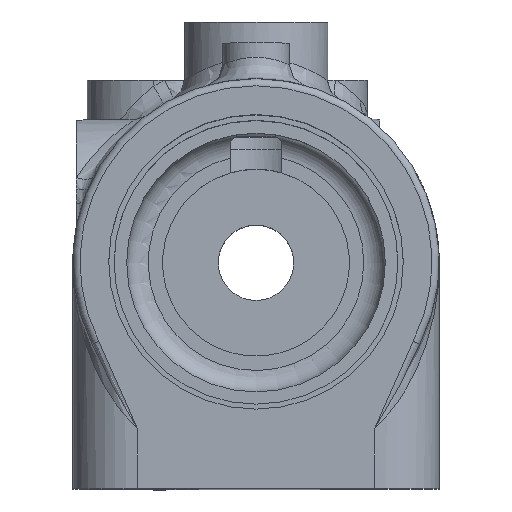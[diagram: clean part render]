
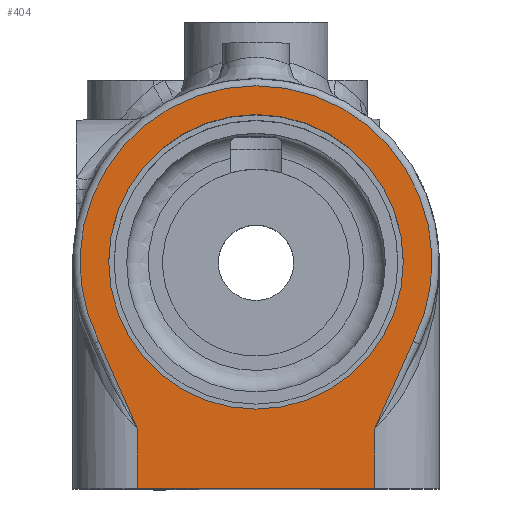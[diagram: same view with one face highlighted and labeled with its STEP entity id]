
A CAD part, top view. The second image highlights one B-rep face of the part: STEP entity #404.
In plain terms, the highlighted planar face has unit normal (0, 0, 1).
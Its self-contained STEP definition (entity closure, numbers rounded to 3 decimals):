
#404=ADVANCED_FACE('',(#1040,#1041),#1042,.T.);
#1040=FACE_OUTER_BOUND('',#3956,.T.);
#1041=FACE_BOUND('',#3957,.T.);
#1042=PLANE('',#3958);
#3956=EDGE_LOOP('',(#16343,#16344,#16345,#16346,#16347,#16348));
#3957=EDGE_LOOP('',(#16349));
#3958=AXIS2_PLACEMENT_3D('',#16350,#16351,#16352);
#16343=ORIENTED_EDGE('',*,*,#18311,.F.);
#16344=ORIENTED_EDGE('',*,*,#18312,.F.);
#16345=ORIENTED_EDGE('',*,*,#18313,.T.);
#16346=ORIENTED_EDGE('',*,*,#18314,.T.);
#16347=ORIENTED_EDGE('',*,*,#18315,.F.);
#16348=ORIENTED_EDGE('',*,*,#18316,.F.);
#16349=ORIENTED_EDGE('',*,*,#18317,.T.);
#16350=CARTESIAN_POINT('',(0.0,0.0,0.0));
#16351=DIRECTION('',(0.0,0.0,1.0));
#16352=DIRECTION('',(1.0,0.0,0.0));
#18311=EDGE_CURVE('',#19403,#19404,#19405,.T.);
#18312=EDGE_CURVE('',#19406,#19403,#19407,.F.);
#18313=EDGE_CURVE('',#19406,#19408,#19409,.T.);
#18314=EDGE_CURVE('',#19408,#19410,#19411,.T.);
#18315=EDGE_CURVE('',#19412,#19410,#19413,.T.);
#18316=EDGE_CURVE('',#19404,#19412,#19414,.T.);
#18317=EDGE_CURVE('',#19415,#19415,#19416,.T.);
#19403=VERTEX_POINT('',#22119);
#19404=VERTEX_POINT('',#22120);
#19405=CIRCLE('',#22121,24.5);
#19406=VERTEX_POINT('',#22122);
#19407=B_SPLINE_CURVE_WITH_KNOTS('',3,(#22123,#22124,#22125,#22126,#22127,#22128,#22129,#22130),.UNSPECIFIED.,.F.,.F.,(4,2,2,4),(0.0,0.003,0.007,0.013),.UNSPECIFIED.);
#19408=VERTEX_POINT('',#22131);
#19409=LINE('',#22132,#22133);
#19410=VERTEX_POINT('',#22134);
#19411=LINE('',#22135,#22136);
#19412=VERTEX_POINT('',#22137);
#19413=LINE('',#22138,#22139);
#19414=B_SPLINE_CURVE_WITH_KNOTS('',3,(#22140,#22141,#22142,#22143,#22144,#22145,#22146,#22147),.UNSPECIFIED.,.F.,.F.,(4,2,2,4),(0.,0.003,0.007,0.013),.UNSPECIFIED.);
#19415=VERTEX_POINT('',#22148);
#19416=CIRCLE('',#22149,20.5);
#22119=CARTESIAN_POINT('',(-21.873,-11.037,0.0));
#22120=CARTESIAN_POINT('',(21.873,-11.037,0.0));
#22121=AXIS2_PLACEMENT_3D('',#24692,#24693,#24694);
#22122=CARTESIAN_POINT('',(-16.5,-23.238,0.));
#22123=CARTESIAN_POINT('',(-21.873,-11.037,0.0));
#22124=CARTESIAN_POINT('',(-21.372,-12.03,0.0));
#22125=CARTESIAN_POINT('',(-20.913,-13.042,-0.0));
#22126=CARTESIAN_POINT('',(-20.028,-15.08,-0.0));
#22127=CARTESIAN_POINT('',(-19.603,-16.107,0.0));
#22128=CARTESIAN_POINT('',(-18.331,-19.188,0.));
#22129=CARTESIAN_POINT('',(-17.489,-21.248,0.));
#22130=CARTESIAN_POINT('',(-16.5,-23.238,0.));
#22131=CARTESIAN_POINT('',(-16.5,-31.5,0.));
#22132=CARTESIAN_POINT('',(-16.5,-21.5,0.));
#22133=VECTOR('',#24695,1.0);
#22134=CARTESIAN_POINT('',(16.5,-31.5,0.));
#22135=CARTESIAN_POINT('',(0.,-31.5,0.));
#22136=VECTOR('',#24696,1.0);
#22137=CARTESIAN_POINT('',(16.5,-23.238,0.));
#22138=CARTESIAN_POINT('',(16.5,-21.5,0.));
#22139=VECTOR('',#24697,1.0);
#22140=CARTESIAN_POINT('',(21.873,-11.037,0.0));
#22141=CARTESIAN_POINT('',(21.372,-12.03,0.0));
#22142=CARTESIAN_POINT('',(20.913,-13.042,-0.0));
#22143=CARTESIAN_POINT('',(20.028,-15.08,-0.0));
#22144=CARTESIAN_POINT('',(19.603,-16.107,0.0));
#22145=CARTESIAN_POINT('',(18.331,-19.189,-0.0));
#22146=CARTESIAN_POINT('',(17.489,-21.248,0.0));
#22147=CARTESIAN_POINT('',(16.5,-23.238,0.0));
#22148=CARTESIAN_POINT('',(20.5,0.0,0.0));
#22149=AXIS2_PLACEMENT_3D('',#24698,#24699,#24700);
#24692=CARTESIAN_POINT('',(0.0,0.0,0.0));
#24693=DIRECTION('',(0.0,0.0,-1.0));
#24694=DIRECTION('',(1.0,0.0,0.0));
#24695=DIRECTION('',(0.0,-1.0,0.0));
#24696=DIRECTION('',(1.0,0.0,0.0));
#24697=DIRECTION('',(0.0,-1.0,0.0));
#24698=CARTESIAN_POINT('',(0.0,0.0,0.0));
#24699=DIRECTION('',(0.0,0.0,-1.0));
#24700=DIRECTION('',(1.0,0.0,0.0));
